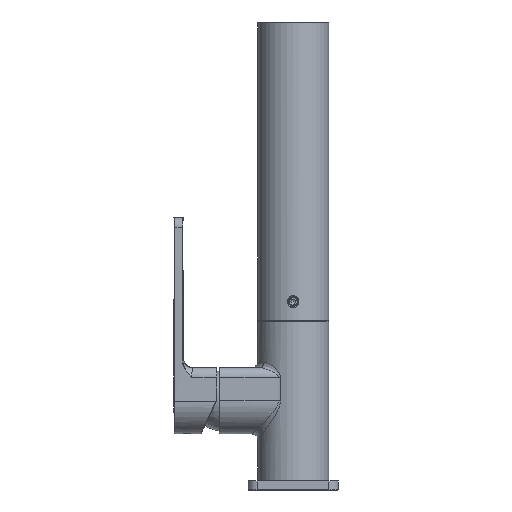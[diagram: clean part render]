
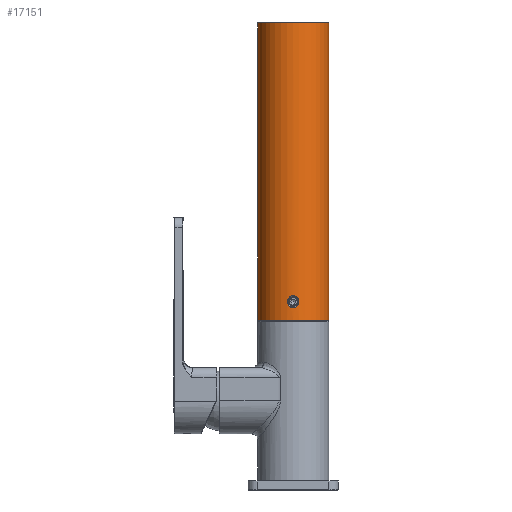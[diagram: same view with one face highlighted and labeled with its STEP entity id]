
A CAD part, left-side view. The second image highlights one B-rep face of the part: STEP entity #17151.
In plain terms, the highlighted cylindrical face has radius 19 mm (diameter 38 mm), a full revolution.
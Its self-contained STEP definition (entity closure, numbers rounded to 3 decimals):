
#1010=B_SPLINE_CURVE_WITH_KNOTS('',3,(#43631,#43632,#43633,#43634,#43635,
#43636,#43637,#43638,#43639,#43640,#43641,#43642,#43643,#43644,#43645),
 .UNSPECIFIED.,.T.,.F.,(1,1,1,1,1,1,1,1,1,1,1,1,1,1,1,1,1,1,1),(-0.006,
-0.005,-0.002,0.,0.001,0.002,
0.004,0.005,0.007,0.01,
0.011,0.012,0.014,0.015,
0.017,0.02,0.021,0.022,
0.024),.UNSPECIFIED.);
#1011=B_SPLINE_CURVE_WITH_KNOTS('',3,(#43651,#43652,#43653,#43654,#43655,
#43656,#43657,#43658,#43659,#43660,#43661,#43662,#43663,#43664,#43665,#43666,
#43667,#43668,#43669,#43670,#43671,#43672,#43673,#43674,#43675,#43676,#43677,
#43678,#43679),.UNSPECIFIED.,.F.,.F.,(4,1,1,1,1,1,1,1,1,1,1,1,1,1,1,1,1,
1,1,1,1,1,1,1,1,1,4),(0.,0.25,0.375,0.406,0.438,0.469,0.484,0.492,
0.5,0.508,0.516,0.531,0.563,0.594,0.609,0.625,0.641,0.656,
0.688,0.719,0.734,0.75,0.766,0.781,0.813,0.875,1.),
 .UNSPECIFIED.);
#1012=B_SPLINE_CURVE_WITH_KNOTS('',3,(#43681,#43682,#43683,#43684,#43685,
#43686,#43687,#43688,#43689,#43690,#43691,#43692,#43693,#43694,#43695,#43696,
#43697,#43698,#43699,#43700,#43701,#43702,#43703,#43704,#43705,#43706,#43707,
#43708,#43709),.UNSPECIFIED.,.F.,.F.,(4,1,1,1,1,1,1,1,1,1,1,1,1,1,1,1,1,
1,1,1,1,1,1,1,1,1,4),(0.,0.125,0.188,0.219,0.234,0.25,0.266,0.281,
0.313,0.344,0.359,0.375,0.391,0.406,0.438,0.469,0.484,
0.492,0.5,0.508,0.516,0.531,0.563,0.594,0.625,0.75,1.),
 .UNSPECIFIED.);
#1574=CYLINDRICAL_SURFACE('',#26136,19.);
#2397=CIRCLE('',#26137,19.);
#2398=CIRCLE('',#26138,19.);
#6772=ORIENTED_EDGE('',*,*,#9460,.T.);
#6773=ORIENTED_EDGE('',*,*,#9461,.T.);
#6774=ORIENTED_EDGE('',*,*,#9455,.T.);
#6775=ORIENTED_EDGE('',*,*,#9462,.T.);
#6776=ORIENTED_EDGE('',*,*,#9463,.F.);
#6777=ORIENTED_EDGE('',*,*,#9464,.T.);
#6778=ORIENTED_EDGE('',*,*,#9465,.T.);
#9455=EDGE_CURVE('',#11128,#11129,#12059,.T.);
#9460=EDGE_CURVE('',#11133,#11133,#2397,.T.);
#9461=EDGE_CURVE('',#11134,#11134,#1010,.T.);
#9462=EDGE_CURVE('',#11129,#11135,#2398,.T.);
#9463=EDGE_CURVE('',#11136,#11135,#12061,.T.);
#9464=EDGE_CURVE('',#11136,#11137,#1011,.T.);
#9465=EDGE_CURVE('',#11137,#11128,#1012,.T.);
#11128=VERTEX_POINT('',#43605);
#11129=VERTEX_POINT('',#43606);
#11133=VERTEX_POINT('',#43630);
#11134=VERTEX_POINT('',#43646);
#11135=VERTEX_POINT('',#43648);
#11136=VERTEX_POINT('',#43650);
#11137=VERTEX_POINT('',#43680);
#12059=LINE('',#43604,#12854);
#12061=LINE('',#43649,#12856);
#12854=VECTOR('',#30455,1000.);
#12856=VECTOR('',#30463,1000.);
#14128=EDGE_LOOP('',(#6772));
#14129=EDGE_LOOP('',(#6773));
#14130=EDGE_LOOP('',(#6774,#6775,#6776,#6777,#6778));
#15587=FACE_BOUND('',#14128,.T.);
#15588=FACE_BOUND('',#14129,.T.);
#15589=FACE_BOUND('',#14130,.T.);
#17151=ADVANCED_FACE('',(#15587,#15588,#15589),#1574,.T.);
#26136=AXIS2_PLACEMENT_3D('',#43628,#30457,#30458);
#26137=AXIS2_PLACEMENT_3D('',#43629,#30459,#30460);
#26138=AXIS2_PLACEMENT_3D('',#43647,#30461,#30462);
#30455=DIRECTION('',(0.,0.,1.));
#30457=DIRECTION('',(0.,0.,1.));
#30458=DIRECTION('',(1.,0.,0.));
#30459=DIRECTION('',(0.,0.,1.));
#30460=DIRECTION('',(1.,0.,0.));
#30461=DIRECTION('',(0.,0.,-1.));
#30462=DIRECTION('',(-1.,0.,0.));
#30463=DIRECTION('',(0.,0.,1.));
#43604=CARTESIAN_POINT('',(-19.,0.,-34.7));
#43605=CARTESIAN_POINT('',(-19.,0.,-49.234));
#43606=CARTESIAN_POINT('',(-19.,0.,-20.494));
#43628=CARTESIAN_POINT('',(0.,0.,-14.7));
#43629=CARTESIAN_POINT('',(0.,0.,-178.9));
#43630=CARTESIAN_POINT('',(19.,0.,-178.9));
#43631=CARTESIAN_POINT('',(-3.336,18.701,-169.071));
#43632=CARTESIAN_POINT('',(-2.599,18.837,-171.148));
#43633=CARTESIAN_POINT('',(-1.26,18.97,-172.181));
#43634=CARTESIAN_POINT('',(-0.026,19.014,-172.472));
#43635=CARTESIAN_POINT('',(1.217,18.973,-172.202));
#43636=CARTESIAN_POINT('',(2.572,18.841,-171.188));
#43637=CARTESIAN_POINT('',(3.335,18.701,-169.124));
#43638=CARTESIAN_POINT('',(2.597,18.837,-167.053));
#43639=CARTESIAN_POINT('',(1.267,18.969,-166.023));
#43640=CARTESIAN_POINT('',(0.032,19.014,-165.727));
#43641=CARTESIAN_POINT('',(-1.216,18.973,-165.998));
#43642=CARTESIAN_POINT('',(-2.568,18.841,-167.008));
#43643=CARTESIAN_POINT('',(-3.336,18.701,-169.071));
#43644=CARTESIAN_POINT('',(-2.599,18.837,-171.148));
#43645=CARTESIAN_POINT('',(-1.26,18.97,-172.181));
#43646=CARTESIAN_POINT('',(-2.202,18.872,-171.354));
#43647=CARTESIAN_POINT('',(0.,0.,-20.494));
#43648=CARTESIAN_POINT('',(19.,0.,-20.494));
#43649=CARTESIAN_POINT('',(19.,0.,-34.7));
#43650=CARTESIAN_POINT('',(19.,0.,-49.234));
#43651=CARTESIAN_POINT('',(19.,0.,-49.234));
#43652=CARTESIAN_POINT('',(19.,-2.353,-49.234));
#43653=CARTESIAN_POINT('',(18.335,-5.988,-49.273));
#43654=CARTESIAN_POINT('',(16.438,-9.64,-49.379));
#43655=CARTESIAN_POINT('',(15.344,-11.219,-49.44));
#43656=CARTESIAN_POINT('',(14.753,-11.985,-49.473));
#43657=CARTESIAN_POINT('',(14.228,-12.599,-49.503));
#43658=CARTESIAN_POINT('',(13.838,-13.022,-49.525));
#43659=CARTESIAN_POINT('',(13.617,-13.251,-49.537));
#43660=CARTESIAN_POINT('',(13.427,-13.444,-49.548));
#43661=CARTESIAN_POINT('',(13.321,-13.549,-49.554));
#43662=CARTESIAN_POINT('',(13.139,-13.726,-49.565));
#43663=CARTESIAN_POINT('',(12.812,-14.034,-49.583));
#43664=CARTESIAN_POINT('',(12.269,-14.518,-49.614));
#43665=CARTESIAN_POINT('',(11.622,-15.038,-49.651));
#43666=CARTESIAN_POINT('',(11.05,-15.46,-49.683));
#43667=CARTESIAN_POINT('',(10.554,-15.802,-49.711));
#43668=CARTESIAN_POINT('',(10.148,-16.065,-49.733));
#43669=CARTESIAN_POINT('',(9.579,-16.414,-49.762));
#43670=CARTESIAN_POINT('',(8.886,-16.802,-49.796));
#43671=CARTESIAN_POINT('',(8.211,-17.139,-49.825));
#43672=CARTESIAN_POINT('',(7.672,-17.384,-49.847));
#43673=CARTESIAN_POINT('',(7.306,-17.541,-49.862));
#43674=CARTESIAN_POINT('',(6.826,-17.734,-49.88));
#43675=CARTESIAN_POINT('',(6.223,-17.957,-49.9));
#43676=CARTESIAN_POINT('',(5.146,-18.31,-49.933));
#43677=CARTESIAN_POINT('',(2.998,-18.835,-49.983));
#43678=CARTESIAN_POINT('',(1.178,-19.,-50.001));
#43679=CARTESIAN_POINT('',(0.,-19.,-50.001));
#43680=CARTESIAN_POINT('',(0.,-19.,-50.001));
#43681=CARTESIAN_POINT('',(0.,-19.,-50.001));
#43682=CARTESIAN_POINT('',(-1.177,-19.,-50.001));
#43683=CARTESIAN_POINT('',(-2.998,-18.835,-49.983));
#43684=CARTESIAN_POINT('',(-5.145,-18.31,-49.933));
#43685=CARTESIAN_POINT('',(-6.223,-17.957,-49.9));
#43686=CARTESIAN_POINT('',(-6.826,-17.734,-49.88));
#43687=CARTESIAN_POINT('',(-7.306,-17.541,-49.862));
#43688=CARTESIAN_POINT('',(-7.672,-17.384,-49.848));
#43689=CARTESIAN_POINT('',(-8.211,-17.139,-49.825));
#43690=CARTESIAN_POINT('',(-8.886,-16.802,-49.796));
#43691=CARTESIAN_POINT('',(-9.579,-16.415,-49.762));
#43692=CARTESIAN_POINT('',(-10.148,-16.066,-49.733));
#43693=CARTESIAN_POINT('',(-10.554,-15.802,-49.711));
#43694=CARTESIAN_POINT('',(-11.05,-15.46,-49.683));
#43695=CARTESIAN_POINT('',(-11.622,-15.038,-49.651));
#43696=CARTESIAN_POINT('',(-12.269,-14.518,-49.614));
#43697=CARTESIAN_POINT('',(-12.813,-14.034,-49.583));
#43698=CARTESIAN_POINT('',(-13.139,-13.726,-49.565));
#43699=CARTESIAN_POINT('',(-13.321,-13.549,-49.554));
#43700=CARTESIAN_POINT('',(-13.427,-13.444,-49.548));
#43701=CARTESIAN_POINT('',(-13.617,-13.251,-49.537));
#43702=CARTESIAN_POINT('',(-13.838,-13.022,-49.525));
#43703=CARTESIAN_POINT('',(-14.228,-12.599,-49.503));
#43704=CARTESIAN_POINT('',(-14.753,-11.985,-49.473));
#43705=CARTESIAN_POINT('',(-15.344,-11.219,-49.44));
#43706=CARTESIAN_POINT('',(-16.438,-9.64,-49.379));
#43707=CARTESIAN_POINT('',(-18.335,-5.988,-49.273));
#43708=CARTESIAN_POINT('',(-19.,-2.353,-49.234));
#43709=CARTESIAN_POINT('',(-19.,0.,-49.234));
